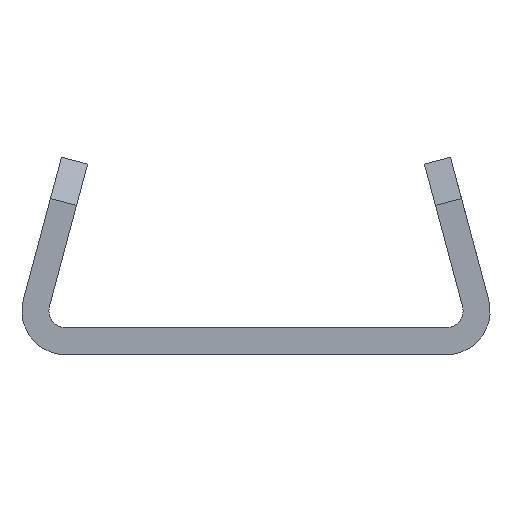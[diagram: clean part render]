
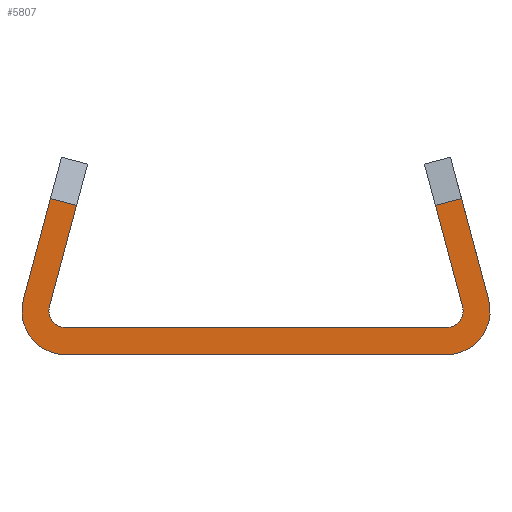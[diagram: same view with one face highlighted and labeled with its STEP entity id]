
A CAD part, front view. The second image highlights one B-rep face of the part: STEP entity #5807.
In plain terms, the highlighted planar face has unit normal (0, -1, 0).
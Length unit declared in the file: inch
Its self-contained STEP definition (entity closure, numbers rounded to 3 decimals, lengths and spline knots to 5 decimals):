
#86=CIRCLE('',#6121,0.077);
#88=CIRCLE('',#6124,0.077);
#229=CIRCLE('',#6269,0.02976);
#231=CIRCLE('',#6272,0.02976);
#531=FACE_OUTER_BOUND('',#864,.T.);
#864=EDGE_LOOP('',(#4207,#4208,#4209,#4210,#4211,#4212,#4213,#4214,#4215,
#4216,#4217,#4218));
#1185=LINE('',#8479,#1785);
#1200=LINE('',#8511,#1800);
#1205=LINE('',#8519,#1805);
#1208=LINE('',#8525,#1808);
#1212=LINE('',#8542,#1812);
#1214=LINE('',#8546,#1814);
#1217=LINE('',#8551,#1817);
#1360=LINE('',#9122,#1960);
#1785=VECTOR('',#6703,39.37008);
#1800=VECTOR('',#6728,39.37008);
#1805=VECTOR('',#6735,39.37008);
#1808=VECTOR('',#6740,39.37008);
#1812=VECTOR('',#6758,39.37008);
#1814=VECTOR('',#6762,39.37008);
#1817=VECTOR('',#6767,39.37008);
#1960=VECTOR('',#7200,39.37008);
#2385=VERTEX_POINT('',#8476);
#2386=VERTEX_POINT('',#8478);
#2397=VERTEX_POINT('',#8509);
#2398=VERTEX_POINT('',#8510);
#2399=VERTEX_POINT('',#8515);
#2402=VERTEX_POINT('',#8523);
#2404=VERTEX_POINT('',#8529);
#2405=VERTEX_POINT('',#8533);
#2408=VERTEX_POINT('',#8538);
#2409=VERTEX_POINT('',#8545);
#2691=VERTEX_POINT('',#9114);
#2693=VERTEX_POINT('',#9120);
#2977=EDGE_CURVE('',#2386,#2385,#1185,.T.);
#2992=EDGE_CURVE('',#2397,#2398,#1200,.T.);
#2997=EDGE_CURVE('',#2386,#2399,#1205,.T.);
#3000=EDGE_CURVE('',#2402,#2385,#1208,.T.);
#3003=EDGE_CURVE('',#2404,#2402,#86,.T.);
#3007=EDGE_CURVE('',#2408,#2405,#88,.T.);
#3008=EDGE_CURVE('',#2397,#2408,#1212,.T.);
#3010=EDGE_CURVE('',#2409,#2398,#1214,.T.);
#3013=EDGE_CURVE('',#2405,#2404,#1217,.T.);
#3295=EDGE_CURVE('',#2399,#2691,#229,.T.);
#3298=EDGE_CURVE('',#2409,#2693,#231,.T.);
#3299=EDGE_CURVE('',#2691,#2693,#1360,.T.);
#4207=ORIENTED_EDGE('',*,*,#3007,.F.);
#4208=ORIENTED_EDGE('',*,*,#3008,.F.);
#4209=ORIENTED_EDGE('',*,*,#2992,.T.);
#4210=ORIENTED_EDGE('',*,*,#3010,.F.);
#4211=ORIENTED_EDGE('',*,*,#3298,.T.);
#4212=ORIENTED_EDGE('',*,*,#3299,.F.);
#4213=ORIENTED_EDGE('',*,*,#3295,.F.);
#4214=ORIENTED_EDGE('',*,*,#2997,.F.);
#4215=ORIENTED_EDGE('',*,*,#2977,.T.);
#4216=ORIENTED_EDGE('',*,*,#3000,.F.);
#4217=ORIENTED_EDGE('',*,*,#3003,.F.);
#4218=ORIENTED_EDGE('',*,*,#3013,.F.);
#5650=PLANE('',#6271);
#5807=ADVANCED_FACE('',(#531),#5650,.F.);
#6121=AXIS2_PLACEMENT_3D('',#8531,#6746,#6747);
#6124=AXIS2_PLACEMENT_3D('',#8540,#6754,#6755);
#6269=AXIS2_PLACEMENT_3D('',#9115,#7191,#7192);
#6271=AXIS2_PLACEMENT_3D('',#9119,#7196,#7197);
#6272=AXIS2_PLACEMENT_3D('',#9121,#7198,#7199);
#6703=DIRECTION('',(-0.966,0.,0.259));
#6728=DIRECTION('',(-0.966,0.,-0.259));
#6735=DIRECTION('',(-0.259,0.,-0.966));
#6740=DIRECTION('',(0.259,0.,0.966));
#6746=DIRECTION('center_axis',(0.,1.,0.));
#6747=DIRECTION('ref_axis',(0.,0.,-1.));
#6754=DIRECTION('center_axis',(0.,1.,0.));
#6755=DIRECTION('ref_axis',(0.,0.,1.));
#6758=DIRECTION('',(0.259,0.,-0.966));
#6762=DIRECTION('',(-0.259,0.,0.966));
#6767=DIRECTION('',(-1.,0.,0.));
#7191=DIRECTION('center_axis',(0.,-1.,0.));
#7192=DIRECTION('ref_axis',(0.,0.,-1.));
#7196=DIRECTION('center_axis',(0.,1.,0.));
#7197=DIRECTION('ref_axis',(0.,0.,1.));
#7198=DIRECTION('center_axis',(0.,1.,0.));
#7199=DIRECTION('ref_axis',(0.,0.,1.));
#7200=DIRECTION('',(1.,0.,0.));
#8476=CARTESIAN_POINT('',(-0.36023,-6.,0.27398));
#8478=CARTESIAN_POINT('',(-0.3146,-6.,0.26175));
#8479=CARTESIAN_POINT('',(-0.3146,-6.,0.26175));
#8509=CARTESIAN_POINT('',(0.36023,-6.,0.27398));
#8510=CARTESIAN_POINT('',(0.3146,-6.,0.26175));
#8511=CARTESIAN_POINT('',(0.36023,-6.,0.27398));
#8515=CARTESIAN_POINT('',(-0.36204,-6.,0.0847));
#8519=CARTESIAN_POINT('',(-0.3146,-6.,0.26175));
#8523=CARTESIAN_POINT('',(-0.40767,-6.,0.09693));
#8525=CARTESIAN_POINT('',(-0.40767,-6.,0.09693));
#8529=CARTESIAN_POINT('',(-0.3333,-6.,0.));
#8531=CARTESIAN_POINT('Origin',(-0.3333,-6.,0.077));
#8533=CARTESIAN_POINT('',(0.3333,-6.,0.));
#8538=CARTESIAN_POINT('',(0.40767,-6.,0.09693));
#8540=CARTESIAN_POINT('Origin',(0.3333,-6.,0.077));
#8542=CARTESIAN_POINT('',(0.36023,-6.,0.27398));
#8545=CARTESIAN_POINT('',(0.36204,-6.,0.0847));
#8546=CARTESIAN_POINT('',(0.36204,-6.,0.0847));
#8551=CARTESIAN_POINT('',(-0.375,-6.,0.));
#9114=CARTESIAN_POINT('',(-0.3333,-6.,0.04724));
#9115=CARTESIAN_POINT('Origin',(-0.3333,-6.,0.077));
#9119=CARTESIAN_POINT('Origin',(-0.375,-6.,0.045));
#9120=CARTESIAN_POINT('',(0.3333,-6.,0.04724));
#9121=CARTESIAN_POINT('Origin',(0.3333,-6.,0.077));
#9122=CARTESIAN_POINT('',(-0.375,-6.,0.04724));
